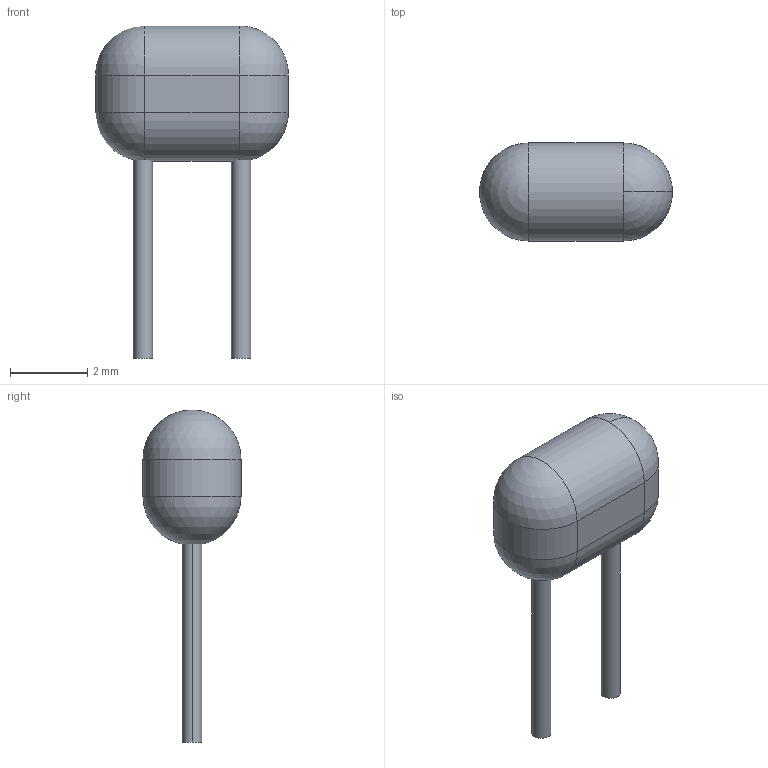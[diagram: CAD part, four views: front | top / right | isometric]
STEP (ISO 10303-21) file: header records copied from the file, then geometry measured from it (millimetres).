
FILE_DESCRIPTION((''),'2;1');
FILE_NAME('CAPRR254-254X500X350.stp','2012-11-07T10:53:30',(''),(''),'Mechanical Desktop 2011','Mechanical Desktop 2011',', , ');
FILE_SCHEMA(('AUTOMOTIVE_DESIGN { 1 2 10303 214 1 1 1 1 }'));
Length unit declared in the file: millimetre
Products named in the file (1): Product
Bounding box: 5 x 2.54 x 8.6 mm (x, y, z)
Volume: 34.1 mm3; surface area: 70.7 mm2
Topology: 3 solids, 3 shells, 20 faces, 43 edges, 24 vertices
Faces by surface type: cylinder 8, plane 6, sphere 6
Entity records: 560 total; most frequent: DIRECTION 103, CARTESIAN_POINT 81, ORIENTED_EDGE 72, AXIS2_PLACEMENT_3D 45, EDGE_CURVE 36, CIRCLE 24, VERTEX_POINT 22, EDGE_LOOP 20
